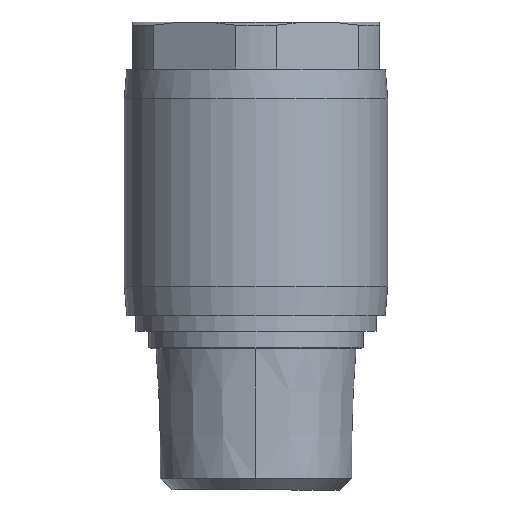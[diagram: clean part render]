
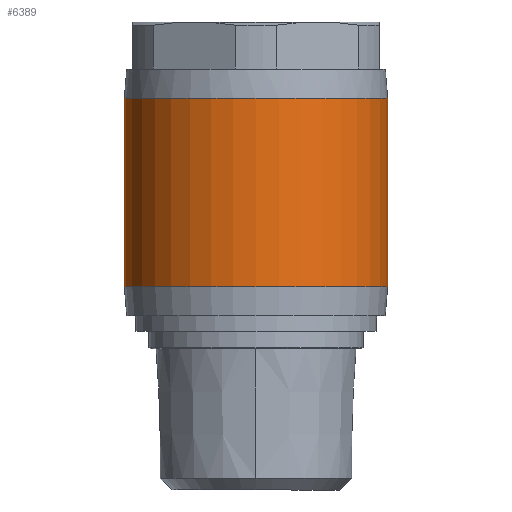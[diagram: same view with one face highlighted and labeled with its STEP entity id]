
A CAD part, left-side view. The second image highlights one B-rep face of the part: STEP entity #6389.
In plain terms, the highlighted cylindrical face has radius 11.2 mm (diameter 22.4 mm), a partial arc.
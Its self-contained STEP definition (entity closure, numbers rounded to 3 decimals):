
#499 = VERTEX_POINT ( 'NONE', #16070 ) ;
#611 = AXIS2_PLACEMENT_3D ( 'NONE', #15337, #11665, #15284 ) ;
#851 = FACE_OUTER_BOUND ( 'NONE', #5261, .T. ) ;
#1651 = VECTOR ( 'NONE', #7787, 1000. ) ;
#1806 = CARTESIAN_POINT ( 'NONE',  ( 6.2, -11.2, 8. ) ) ;
#1908 = VECTOR ( 'NONE', #8769, 1000. ) ;
#2652 = LINE ( 'NONE', #13947, #1651 ) ;
#2717 = VERTEX_POINT ( 'NONE', #12985 ) ;
#4763 = DIRECTION ( 'NONE',  ( 0., 0., -1. ) ) ;
#5110 = EDGE_CURVE ( 'NONE', #499, #2717, #14366, .T. ) ;
#5187 = CIRCLE ( 'NONE', #12870, 11.2 ) ;
#5261 = EDGE_LOOP ( 'NONE', ( #5541, #13018, #14823, #7555 ) ) ;
#5541 = ORIENTED_EDGE ( 'NONE', *, *, #9205, .F. ) ;
#5614 = EDGE_CURVE ( 'NONE', #2717, #15558, #6842, .T. ) ;
#6389 = ADVANCED_FACE ( 'NONE', ( #851 ), #14690, .T. ) ;
#6392 = EDGE_CURVE ( 'NONE', #15570, #15558, #2652, .T. ) ;
#6842 = CIRCLE ( 'NONE', #14785, 11.2 ) ;
#7555 = ORIENTED_EDGE ( 'NONE', *, *, #6392, .F. ) ;
#7787 = DIRECTION ( 'NONE',  ( 0., 0., 1. ) ) ;
#8222 = CARTESIAN_POINT ( 'NONE',  ( 6.2, -11.2, -8. ) ) ;
#8769 = DIRECTION ( 'NONE',  ( 0., 0., 1. ) ) ;
#9084 = DIRECTION ( 'NONE',  ( 0., 0., -1. ) ) ;
#9196 = CARTESIAN_POINT ( 'NONE',  ( 6.2, 0., -8. ) ) ;
#9205 = EDGE_CURVE ( 'NONE', #499, #15570, #5187, .T. ) ;
#11201 = CARTESIAN_POINT ( 'NONE',  ( 6.2, 0., 8. ) ) ;
#11665 = DIRECTION ( 'NONE',  ( 0., 0., 1. ) ) ;
#12870 = AXIS2_PLACEMENT_3D ( 'NONE', #9196, #9084, #14263 ) ;
#12985 = CARTESIAN_POINT ( 'NONE',  ( 6.2, 11.2, 8. ) ) ;
#13018 = ORIENTED_EDGE ( 'NONE', *, *, #5110, .T. ) ;
#13934 = CARTESIAN_POINT ( 'NONE',  ( 6.2, 11.2, 0. ) ) ;
#13947 = CARTESIAN_POINT ( 'NONE',  ( 6.2, -11.2, 0. ) ) ;
#14263 = DIRECTION ( 'NONE',  ( -1., 0., 0. ) ) ;
#14366 = LINE ( 'NONE', #13934, #1908 ) ;
#14690 = CYLINDRICAL_SURFACE ( 'NONE', #611, 11.2 ) ;
#14785 = AXIS2_PLACEMENT_3D ( 'NONE', #11201, #4763, #14979 ) ;
#14823 = ORIENTED_EDGE ( 'NONE', *, *, #5614, .T. ) ;
#14979 = DIRECTION ( 'NONE',  ( 0., -1., 0. ) ) ;
#15284 = DIRECTION ( 'NONE',  ( 0., -1., 0. ) ) ;
#15337 = CARTESIAN_POINT ( 'NONE',  ( 6.2, 0., 0. ) ) ;
#15558 = VERTEX_POINT ( 'NONE', #1806 ) ;
#15570 = VERTEX_POINT ( 'NONE', #8222 ) ;
#16070 = CARTESIAN_POINT ( 'NONE',  ( 6.2, 11.2, -8. ) ) ;
